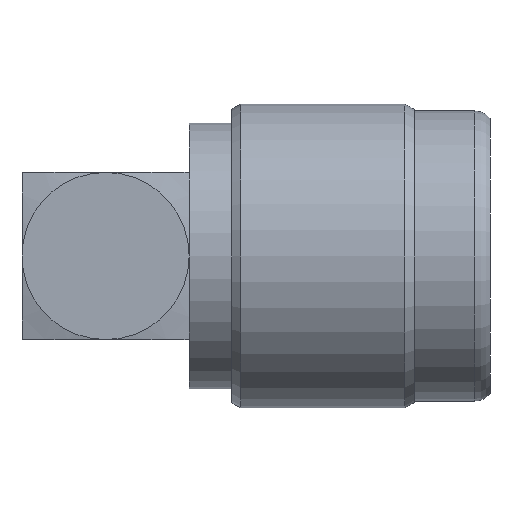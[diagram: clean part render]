
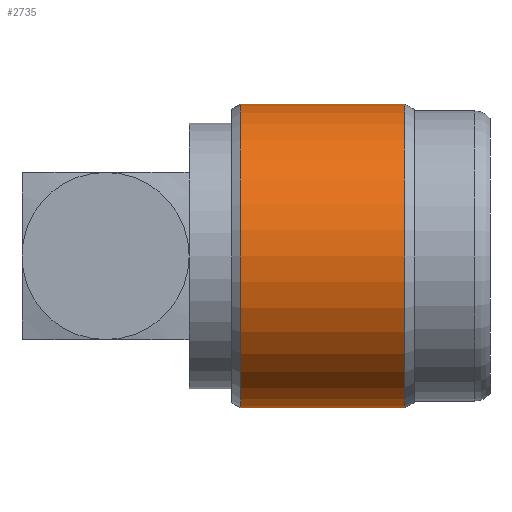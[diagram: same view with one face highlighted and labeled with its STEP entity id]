
A CAD part, front view. The second image highlights one B-rep face of the part: STEP entity #2735.
In plain terms, the highlighted cylindrical face has radius 10 mm (diameter 20 mm), a full revolution.
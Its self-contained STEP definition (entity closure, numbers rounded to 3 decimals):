
#258 = ORIENTED_EDGE ( 'NONE', *, *, #2912, .F. ) ;
#302 = EDGE_LOOP ( 'NONE', ( #258 ) ) ;
#331 = FACE_OUTER_BOUND ( 'NONE', #302, .T. ) ;
#347 = FACE_OUTER_BOUND ( 'NONE', #1067, .T. ) ;
#353 = CYLINDRICAL_SURFACE ( 'NONE', #3562, 10. ) ;
#446 = VERTEX_POINT ( 'NONE', #1947 ) ;
#695 = CARTESIAN_POINT ( 'NONE',  ( -16.4, 0., 0. ) ) ;
#830 = CARTESIAN_POINT ( 'NONE',  ( -5.6, 0., 0. ) ) ;
#902 = VERTEX_POINT ( 'NONE', #3229 ) ;
#1067 = EDGE_LOOP ( 'NONE', ( #3634 ) ) ;
#1070 = DIRECTION ( 'NONE',  ( 0., 0., -1. ) ) ;
#1163 = DIRECTION ( 'NONE',  ( 1., 0., 0. ) ) ;
#1204 = DIRECTION ( 'NONE',  ( 0., 0., -1. ) ) ;
#1493 = DIRECTION ( 'NONE',  ( 0., 0., -1. ) ) ;
#1579 = EDGE_CURVE ( 'NONE', #902, #902, #4392, .T. ) ;
#1947 = CARTESIAN_POINT ( 'NONE',  ( -5.6, 0., -10. ) ) ;
#2735 = ADVANCED_FACE ( 'NONE', ( #347, #331 ), #353, .T. ) ;
#2912 = EDGE_CURVE ( 'NONE', #446, #446, #4146, .T. ) ;
#3077 = DIRECTION ( 'NONE',  ( 1., 0., 0. ) ) ;
#3190 = DIRECTION ( 'NONE',  ( 1., 0., 0. ) ) ;
#3229 = CARTESIAN_POINT ( 'NONE',  ( -16.4, 0., -10. ) ) ;
#3562 = AXIS2_PLACEMENT_3D ( 'NONE', #3765, #1163, #1493 ) ;
#3634 = ORIENTED_EDGE ( 'NONE', *, *, #1579, .T. ) ;
#3667 = AXIS2_PLACEMENT_3D ( 'NONE', #830, #3190, #1204 ) ;
#3765 = CARTESIAN_POINT ( 'NONE',  ( 0., 0., 0. ) ) ;
#4146 = CIRCLE ( 'NONE', #3667, 10. ) ;
#4150 = AXIS2_PLACEMENT_3D ( 'NONE', #695, #3077, #1070 ) ;
#4392 = CIRCLE ( 'NONE', #4150, 10. ) ;
